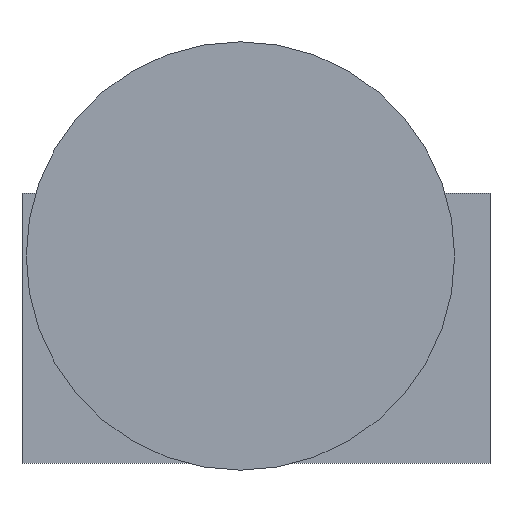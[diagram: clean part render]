
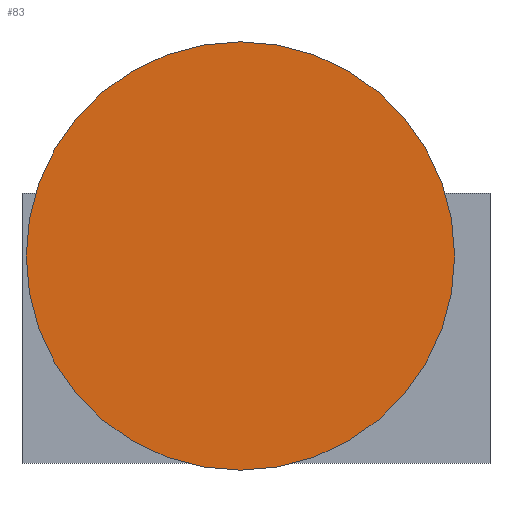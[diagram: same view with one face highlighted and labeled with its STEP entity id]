
A CAD part, front view. The second image highlights one B-rep face of the part: STEP entity #83.
In plain terms, the highlighted planar face has unit normal (0, -1, 0).
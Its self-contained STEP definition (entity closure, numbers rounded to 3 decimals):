
#12 = AXIS2_PLACEMENT_3D ( 'NONE', #145, #177, #301 ) ;
#35 = DIRECTION ( 'NONE',  ( 0., 0., 1. ) ) ;
#39 = CARTESIAN_POINT ( 'NONE',  ( -34.382, 0., -1.163 ) ) ;
#40 = ORIENTED_EDGE ( 'NONE', *, *, #76, .F. ) ;
#60 = VERTEX_POINT ( 'NONE', #142 ) ;
#69 = ORIENTED_EDGE ( 'NONE', *, *, #237, .F. ) ;
#76 = EDGE_CURVE ( 'NONE', #60, #102, #263, .T. ) ;
#80 = AXIS2_PLACEMENT_3D ( 'NONE', #208, #126, #243 ) ;
#83 = ADVANCED_FACE ( 'NONE', ( #206 ), #116, .F. ) ;
#93 = CIRCLE ( 'NONE', #343, 45.626 ) ;
#102 = VERTEX_POINT ( 'NONE', #39 ) ;
#116 = PLANE ( 'NONE',  #80 ) ;
#126 = DIRECTION ( 'NONE',  ( 0., 1., 0. ) ) ;
#142 = CARTESIAN_POINT ( 'NONE',  ( -34.382, 0., -92.415 ) ) ;
#145 = CARTESIAN_POINT ( 'NONE',  ( -34.382, 0., -46.789 ) ) ;
#177 = DIRECTION ( 'NONE',  ( 0., 1., 0. ) ) ;
#206 = FACE_OUTER_BOUND ( 'NONE', #377, .T. ) ;
#208 = CARTESIAN_POINT ( 'NONE',  ( -34.382, 0., -46.789 ) ) ;
#237 = EDGE_CURVE ( 'NONE', #102, #60, #93, .T. ) ;
#243 = DIRECTION ( 'NONE',  ( 0., 0., 1. ) ) ;
#263 = CIRCLE ( 'NONE', #12, 45.626 ) ;
#301 = DIRECTION ( 'NONE',  ( 0., 0., 1. ) ) ;
#343 = AXIS2_PLACEMENT_3D ( 'NONE', #355, #384, #35 ) ;
#355 = CARTESIAN_POINT ( 'NONE',  ( -34.382, 0., -46.789 ) ) ;
#377 = EDGE_LOOP ( 'NONE', ( #40, #69 ) ) ;
#384 = DIRECTION ( 'NONE',  ( 0., 1., 0. ) ) ;
